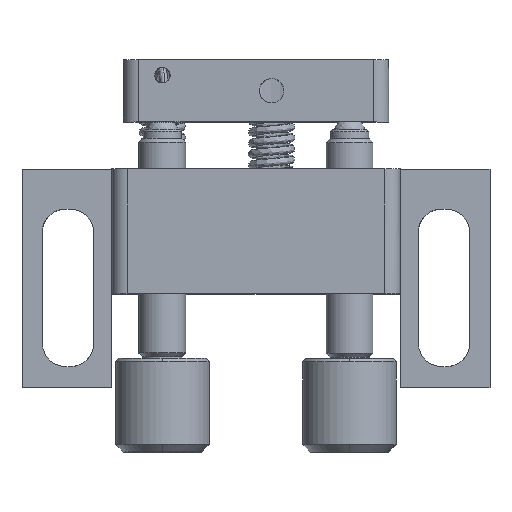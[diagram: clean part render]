
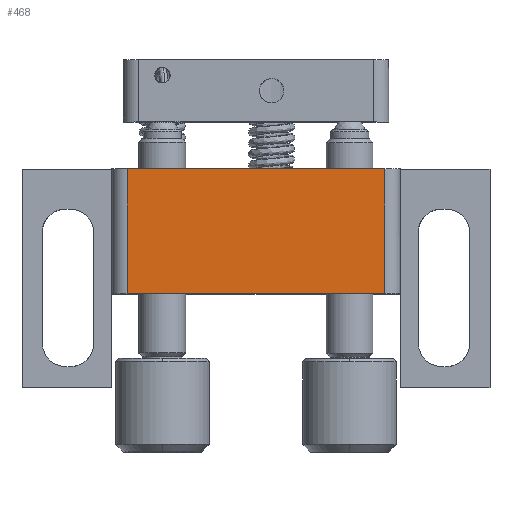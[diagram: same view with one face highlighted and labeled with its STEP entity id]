
A CAD part, top view. The second image highlights one B-rep face of the part: STEP entity #468.
In plain terms, the highlighted free-form (B-spline) face has degree [1, 1] with [2, 2] control points.
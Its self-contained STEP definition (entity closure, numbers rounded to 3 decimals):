
#468=ADVANCED_FACE('',(#950),#12911,.T.);
#950=FACE_OUTER_BOUND('',#1360,.T.);
#1360=EDGE_LOOP('',(#1853,#1854,#1855,#1856));
#1853=ORIENTED_EDGE('',*,*,#10250,.F.);
#1854=ORIENTED_EDGE('',*,*,#10251,.T.);
#1855=ORIENTED_EDGE('',*,*,#10252,.T.);
#1856=ORIENTED_EDGE('',*,*,#10253,.T.);
#3732=PCURVE('',#13014,#5612);
#3733=PCURVE('',#12911,#5613);
#3734=PCURVE('',#12911,#5614);
#3735=PCURVE('',#12911,#5615);
#3736=PCURVE('',#12911,#5616);
#3745=PCURVE('',#12912,#5625);
#3760=PCURVE('',#13015,#5640);
#4034=PCURVE('',#12935,#5914);
#5612=DEFINITIONAL_REPRESENTATION('',(#7496),#39414);
#5613=DEFINITIONAL_REPRESENTATION('',(#7497),#39414);
#5614=DEFINITIONAL_REPRESENTATION('',(#7499),#39414);
#5615=DEFINITIONAL_REPRESENTATION('',(#7501),#39414);
#5616=DEFINITIONAL_REPRESENTATION('',(#7503),#39414);
#5625=DEFINITIONAL_REPRESENTATION('',(#7518),#39414);
#5640=DEFINITIONAL_REPRESENTATION('',(#7520),#39414);
#5914=DEFINITIONAL_REPRESENTATION('',(#7822),#39414);
#7496=B_SPLINE_CURVE_WITH_KNOTS('',1,(#14577,#14578),.UNSPECIFIED.,.F.,
 .F.,(2,2),(0.,8.),.UNSPECIFIED.);
#7497=B_SPLINE_CURVE_WITH_KNOTS('',1,(#14579,#14580),.UNSPECIFIED.,.F.,
 .F.,(2,2),(0.,8.),.UNSPECIFIED.);
#7498=B_SPLINE_CURVE_WITH_KNOTS('',1,(#14581,#14582),.UNSPECIFIED.,.F.,
 .F.,(2,2),(-16.5,0.),.UNSPECIFIED.);
#7499=B_SPLINE_CURVE_WITH_KNOTS('',1,(#14583,#14584),.UNSPECIFIED.,.F.,
 .F.,(2,2),(-16.5,0.),.UNSPECIFIED.);
#7500=B_SPLINE_CURVE_WITH_KNOTS('',1,(#14585,#14586),.UNSPECIFIED.,.F.,
 .F.,(2,2),(-8.,0.),.UNSPECIFIED.);
#7501=B_SPLINE_CURVE_WITH_KNOTS('',1,(#14587,#14588),.UNSPECIFIED.,.F.,
 .F.,(2,2),(-8.,0.),.UNSPECIFIED.);
#7502=B_SPLINE_CURVE_WITH_KNOTS('',1,(#14589,#14590),.UNSPECIFIED.,.F.,
 .F.,(2,2),(0.,16.5),.UNSPECIFIED.);
#7503=B_SPLINE_CURVE_WITH_KNOTS('',1,(#14591,#14592),.UNSPECIFIED.,.F.,
 .F.,(2,2),(0.,16.5),.UNSPECIFIED.);
#7518=B_SPLINE_CURVE_WITH_KNOTS('',1,(#14627,#14628),.UNSPECIFIED.,.F.,
 .F.,(2,2),(-16.5,0.),.UNSPECIFIED.);
#7520=B_SPLINE_CURVE_WITH_KNOTS('',1,(#14747,#14748),.UNSPECIFIED.,.F.,
 .F.,(2,2),(-8.,0.),.UNSPECIFIED.);
#7822=B_SPLINE_CURVE_WITH_KNOTS('',1,(#15861,#15862),.UNSPECIFIED.,.F.,
 .F.,(2,2),(0.,16.5),.UNSPECIFIED.);
#9274=SURFACE_CURVE('',#11222,(#3732,#3733),.PCURVE_S1.);
#9275=SURFACE_CURVE('',#7498,(#3734,#3745),.PCURVE_S1.);
#9276=SURFACE_CURVE('',#7500,(#3735,#3760),.PCURVE_S1.);
#9277=SURFACE_CURVE('',#7502,(#3736,#4034),.PCURVE_S1.);
#10250=EDGE_CURVE('',#12296,#12293,#9274,.T.);
#10251=EDGE_CURVE('',#12296,#12297,#9275,.T.);
#10252=EDGE_CURVE('',#12297,#12298,#9276,.T.);
#10253=EDGE_CURVE('',#12298,#12293,#9277,.T.);
#11222=(
BOUNDED_CURVE()
B_SPLINE_CURVE(1,(#14575,#14576),.UNSPECIFIED.,.F.,.F.)
B_SPLINE_CURVE_WITH_KNOTS((2,2),(0.,8.),.UNSPECIFIED.)
CURVE()
GEOMETRIC_REPRESENTATION_ITEM()
RATIONAL_B_SPLINE_CURVE((1.,1.))
REPRESENTATION_ITEM('')
);
#12293=VERTEX_POINT('',#14243);
#12296=VERTEX_POINT('',#14246);
#12297=VERTEX_POINT('',#14247);
#12298=VERTEX_POINT('',#14248);
#12911=B_SPLINE_SURFACE_WITH_KNOTS('',1,1,((#13573,#13574),(#13575,#13576)),
 .UNSPECIFIED.,.F.,.F.,.F.,(2,2),(2,2),(0.,9.84),(0.,
20.04),.UNSPECIFIED.);
#12912=B_SPLINE_SURFACE_WITH_KNOTS('',1,1,((#13577,#13578),(#13579,#13580)),
 .UNSPECIFIED.,.F.,.F.,.F.,(2,2),(2,2),(-36.24,0.),
(0.,25.92),.UNSPECIFIED.);
#12935=B_SPLINE_SURFACE_WITH_KNOTS('',1,1,((#14211,#14212),(#14213,#14214)),
 .UNSPECIFIED.,.F.,.F.,.F.,(2,2),(2,2),(0.,22.44),
(0.,25.92),.UNSPECIFIED.);
#13014=(
BOUNDED_SURFACE()
B_SPLINE_SURFACE(2,1,((#13555,#13556),(#13557,#13558),(#13559,#13560),(#13561,
#13562),(#13563,#13564),(#13565,#13566),(#13567,#13568),(#13569,#13570),
(#13571,#13572)),.UNSPECIFIED.,.T.,.F.,.F.)
B_SPLINE_SURFACE_WITH_KNOTS((3,2,2,2,3),(2,2),(0.,1.571,3.142,
4.712,6.283),(0.,9.84),.UNSPECIFIED.)
GEOMETRIC_REPRESENTATION_ITEM()
RATIONAL_B_SPLINE_SURFACE(((1.,1.),(0.707,0.707),
(1.,1.),(0.707,0.707),(1.,1.),(0.707,
0.707),(1.,1.),(0.707,0.707),(1.,1.)))
REPRESENTATION_ITEM('')
SURFACE()
);
#13015=(
BOUNDED_SURFACE()
B_SPLINE_SURFACE(2,1,((#13581,#13582),(#13583,#13584),(#13585,#13586),(#13587,
#13588),(#13589,#13590),(#13591,#13592),(#13593,#13594),(#13595,#13596),
(#13597,#13598)),.UNSPECIFIED.,.T.,.F.,.F.)
B_SPLINE_SURFACE_WITH_KNOTS((3,2,2,2,3),(2,2),(0.,1.571,3.142,
4.712,6.283),(0.,9.84),.UNSPECIFIED.)
GEOMETRIC_REPRESENTATION_ITEM()
RATIONAL_B_SPLINE_SURFACE(((1.,1.),(0.707,0.707),
(1.,1.),(0.707,0.707),(1.,1.),(0.707,
0.707),(1.,1.),(0.707,0.707),(1.,1.)))
REPRESENTATION_ITEM('')
SURFACE()
);
#13555=CARTESIAN_POINT('',(10.473,4.979,-0.92));
#13556=CARTESIAN_POINT('',(10.473,4.979,8.92));
#13557=CARTESIAN_POINT('',(10.473,3.979,-0.92));
#13558=CARTESIAN_POINT('',(10.473,3.979,8.92));
#13559=CARTESIAN_POINT('',(11.473,3.979,-0.92));
#13560=CARTESIAN_POINT('',(11.473,3.979,8.92));
#13561=CARTESIAN_POINT('',(12.473,3.979,-0.92));
#13562=CARTESIAN_POINT('',(12.473,3.979,8.92));
#13563=CARTESIAN_POINT('',(12.473,4.979,-0.92));
#13564=CARTESIAN_POINT('',(12.473,4.979,8.92));
#13565=CARTESIAN_POINT('',(12.473,5.979,-0.92));
#13566=CARTESIAN_POINT('',(12.473,5.979,8.92));
#13567=CARTESIAN_POINT('',(11.473,5.979,-0.92));
#13568=CARTESIAN_POINT('',(11.473,5.979,8.92));
#13569=CARTESIAN_POINT('',(10.473,5.979,-0.92));
#13570=CARTESIAN_POINT('',(10.473,5.979,8.92));
#13571=CARTESIAN_POINT('',(10.473,4.979,-0.92));
#13572=CARTESIAN_POINT('',(10.473,4.979,8.92));
#13573=CARTESIAN_POINT('',(-6.797,5.979,-0.92));
#13574=CARTESIAN_POINT('',(13.243,5.979,-0.92));
#13575=CARTESIAN_POINT('',(-6.797,5.979,8.92));
#13576=CARTESIAN_POINT('',(13.243,5.979,8.92));
#13577=CARTESIAN_POINT('',(21.343,-17.681,0.));
#13578=CARTESIAN_POINT('',(21.343,8.239,0.));
#13579=CARTESIAN_POINT('',(-14.897,-17.681,0.));
#13580=CARTESIAN_POINT('',(-14.897,8.239,0.));
#13581=CARTESIAN_POINT('',(-4.027,4.979,-0.92));
#13582=CARTESIAN_POINT('',(-4.027,4.979,8.92));
#13583=CARTESIAN_POINT('',(-4.027,5.979,-0.92));
#13584=CARTESIAN_POINT('',(-4.027,5.979,8.92));
#13585=CARTESIAN_POINT('',(-5.027,5.979,-0.92));
#13586=CARTESIAN_POINT('',(-5.027,5.979,8.92));
#13587=CARTESIAN_POINT('',(-6.027,5.979,-0.92));
#13588=CARTESIAN_POINT('',(-6.027,5.979,8.92));
#13589=CARTESIAN_POINT('',(-6.027,4.979,-0.92));
#13590=CARTESIAN_POINT('',(-6.027,4.979,8.92));
#13591=CARTESIAN_POINT('',(-6.027,3.979,-0.92));
#13592=CARTESIAN_POINT('',(-6.027,3.979,8.92));
#13593=CARTESIAN_POINT('',(-5.027,3.979,-0.92));
#13594=CARTESIAN_POINT('',(-5.027,3.979,8.92));
#13595=CARTESIAN_POINT('',(-4.027,3.979,-0.92));
#13596=CARTESIAN_POINT('',(-4.027,3.979,8.92));
#13597=CARTESIAN_POINT('',(-4.027,4.979,-0.92));
#13598=CARTESIAN_POINT('',(-4.027,4.979,8.92));
#14211=CARTESIAN_POINT('',(-7.997,-17.681,8.));
#14212=CARTESIAN_POINT('',(-7.997,8.239,8.));
#14213=CARTESIAN_POINT('',(14.443,-17.681,8.));
#14214=CARTESIAN_POINT('',(14.443,8.239,8.));
#14243=CARTESIAN_POINT('',(11.473,5.979,8.));
#14246=CARTESIAN_POINT('',(11.473,5.979,0.));
#14247=CARTESIAN_POINT('',(-5.027,5.979,0.));
#14248=CARTESIAN_POINT('',(-5.027,5.979,8.));
#14575=CARTESIAN_POINT('',(11.473,5.979,0.));
#14576=CARTESIAN_POINT('',(11.473,5.979,8.));
#14577=CARTESIAN_POINT('',(4.712,0.92));
#14578=CARTESIAN_POINT('',(4.712,8.92));
#14579=CARTESIAN_POINT('',(0.92,18.27));
#14580=CARTESIAN_POINT('',(8.92,18.27));
#14581=CARTESIAN_POINT('',(11.473,5.979,0.));
#14582=CARTESIAN_POINT('',(-5.027,5.979,0.));
#14583=CARTESIAN_POINT('',(0.92,18.27));
#14584=CARTESIAN_POINT('',(0.92,1.77));
#14585=CARTESIAN_POINT('',(-5.027,5.979,0.));
#14586=CARTESIAN_POINT('',(-5.027,5.979,8.));
#14587=CARTESIAN_POINT('',(0.92,1.77));
#14588=CARTESIAN_POINT('',(8.92,1.77));
#14589=CARTESIAN_POINT('',(-5.027,5.979,8.));
#14590=CARTESIAN_POINT('',(11.473,5.979,8.));
#14591=CARTESIAN_POINT('',(8.92,1.77));
#14592=CARTESIAN_POINT('',(8.92,18.27));
#14627=CARTESIAN_POINT('',(-26.37,23.66));
#14628=CARTESIAN_POINT('',(-9.87,23.66));
#14747=CARTESIAN_POINT('',(1.571,0.92));
#14748=CARTESIAN_POINT('',(1.571,8.92));
#15861=CARTESIAN_POINT('',(2.97,23.66));
#15862=CARTESIAN_POINT('',(19.47,23.66));
#39414=(
GEOMETRIC_REPRESENTATION_CONTEXT(2)
PARAMETRIC_REPRESENTATION_CONTEXT()
REPRESENTATION_CONTEXT('pspace','')
);
